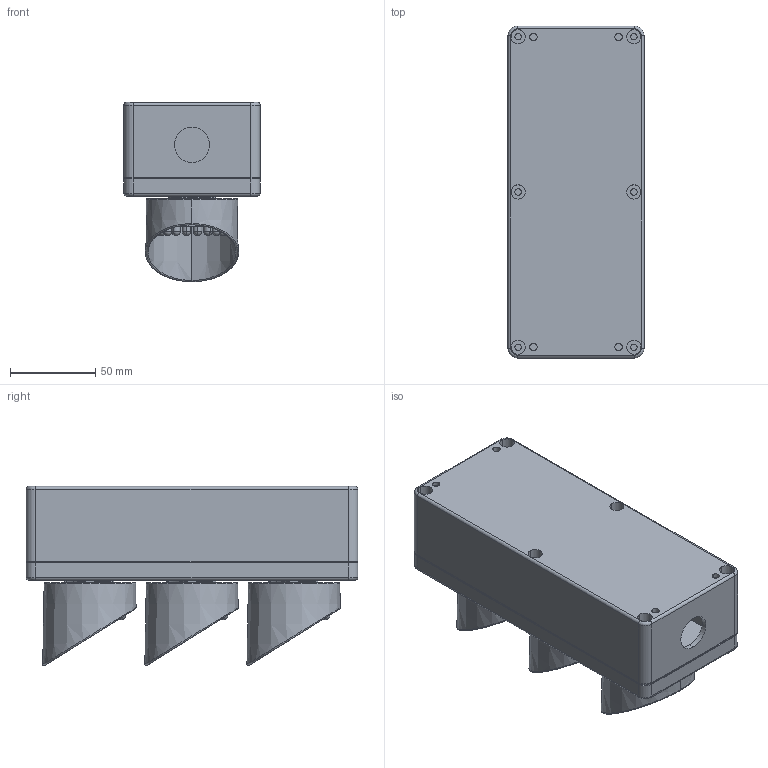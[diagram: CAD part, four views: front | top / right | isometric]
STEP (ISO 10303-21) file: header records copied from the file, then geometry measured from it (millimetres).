
FILE_DESCRIPTION((''),'2;1');
FILE_NAME('151178_SW','2010-03-29T',('banengservice'),('BANNER ENGINEERING'),'PRO/ENGINEER BY PARAMETRIC TECHNOLOGY CORPORATION, 2009141','PRO/ENGINEER BY PARAMETRIC TECHNOLOGY CORPORATION, 2009141','');
FILE_SCHEMA(('CONFIG_CONTROL_DESIGN'));
Products named in the file (1): 151178_SW
Bounding box: 80 x 195 x 105.36 mm (x, y, z)
Volume: 269186.8 mm3; surface area: 236230.8 mm2
Topology: 7 solids, 13 shells, 3539 faces, 9737 edges, 6181 vertices
Faces by surface type: plane 2002, cylinder 956, bspline 291, sphere 144, torus 116, cone 30
Entity records: 180658 total; most frequent: CARTESIAN_POINT 91051, ORIENTED_EDGE 19258, DIRECTION 17744, EDGE_CURVE 9629, VECTOR 6292, LINE 6292, VERTEX_POINT 6181, AXIS2_PLACEMENT_3D 5726
